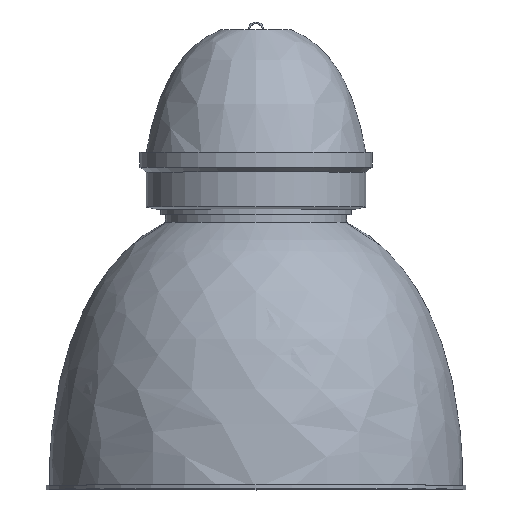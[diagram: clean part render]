
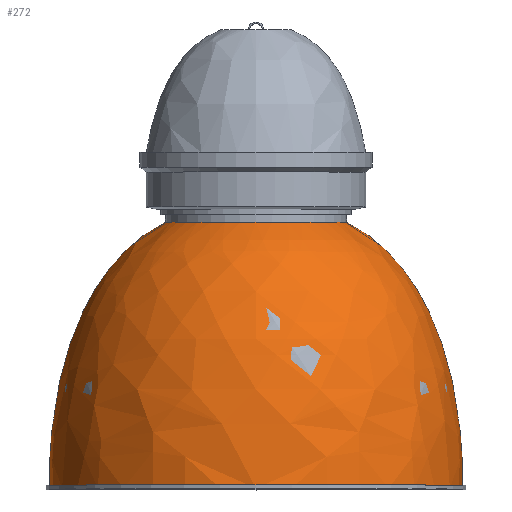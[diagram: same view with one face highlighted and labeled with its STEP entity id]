
A CAD part, top view. The second image highlights one B-rep face of the part: STEP entity #272.
In plain terms, the highlighted free-form (B-spline) face has degree [3, 3] with [4, 4] control points.
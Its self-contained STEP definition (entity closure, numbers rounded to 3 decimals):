
#6 = ORIENTED_EDGE ( 'NONE', *, *, #313, .F. ) ;
#16 = CARTESIAN_POINT ( 'NONE',  ( 236.226, 103.271, 472.452 ) ) ;
#24 = CARTESIAN_POINT ( 'NONE',  ( -233.5, 1., 0. ) ) ;
#89 = VERTEX_POINT ( 'NONE', #776 ) ;
#93 = ORIENTED_EDGE ( 'NONE', *, *, #146, .F. ) ;
#105 = CARTESIAN_POINT ( 'NONE',  ( -233.5, 1., 0. ) ) ;
#142 = EDGE_LOOP ( 'NONE', ( #6, #93, #662, #470 ) ) ;
#146 = EDGE_CURVE ( 'NONE', #89, #248, #808, .T. ) ;
#176 = VERTEX_POINT ( 'NONE', #1169 ) ;
#191 = CARTESIAN_POINT ( 'NONE',  ( -102.537, 302.487, 205.074 ) ) ;
#192 = CARTESIAN_POINT ( 'NONE',  ( 207.38, 250.348, 0. ) ) ;
#194 = CARTESIAN_POINT ( 'NONE',  ( 233.5, 1., 467. ) ) ;
#244 = CARTESIAN_POINT ( 'NONE',  ( 0., 302.487, 0. ) ) ;
#248 = VERTEX_POINT ( 'NONE', #635 ) ;
#272 = ADVANCED_FACE ( 'NONE', ( #658 ), #1031, .T. ) ;
#276 = CARTESIAN_POINT ( 'NONE',  ( 102.537, 302.487, 0. ) ) ;
#298 = B_SPLINE_CURVE_WITH_KNOTS ( 'NONE', 3,
 ( #617, #1110, #558, #24 ),
 .UNSPECIFIED., .F., .F.,
 ( 4, 4 ),
 ( 0., 1. ),
 .UNSPECIFIED. ) ;
#313 = EDGE_CURVE ( 'NONE', #248, #563, #815, .T. ) ;
#366 = CARTESIAN_POINT ( 'NONE',  ( -207.38, 250.348, 414.759 ) ) ;
#368 = CARTESIAN_POINT ( 'NONE',  ( 236.226, 103.271, 0. ) ) ;
#453 = CIRCLE ( 'NONE', #833, 233.5 ) ;
#464 = CARTESIAN_POINT ( 'NONE',  ( 207.38, 250.348, 0. ) ) ;
#470 = ORIENTED_EDGE ( 'NONE', *, *, #498, .T. ) ;
#489 = AXIS2_PLACEMENT_3D ( 'NONE', #244, #566, #1115 ) ;
#498 = EDGE_CURVE ( 'NONE', #176, #563, #453, .T. ) ;
#523 = CARTESIAN_POINT ( 'NONE',  ( 0., 1., 0. ) ) ;
#548 = CARTESIAN_POINT ( 'NONE',  ( -236.226, 103.271, 472.452 ) ) ;
#558 = CARTESIAN_POINT ( 'NONE',  ( -236.226, 103.271, 0. ) ) ;
#563 = VERTEX_POINT ( 'NONE', #885 ) ;
#566 = DIRECTION ( 'NONE',  ( 0., 1., 0. ) ) ;
#617 = CARTESIAN_POINT ( 'NONE',  ( -102.537, 302.487, 0. ) ) ;
#618 = DIRECTION ( 'NONE',  ( -1., 0., 0. ) ) ;
#635 = CARTESIAN_POINT ( 'NONE',  ( 102.537, 302.487, 0. ) ) ;
#644 = CARTESIAN_POINT ( 'NONE',  ( 236.226, 103.271, 0. ) ) ;
#658 = FACE_OUTER_BOUND ( 'NONE', #142, .T. ) ;
#662 = ORIENTED_EDGE ( 'NONE', *, *, #809, .T. ) ;
#731 = CARTESIAN_POINT ( 'NONE',  ( -102.537, 302.487, 0. ) ) ;
#738 = CARTESIAN_POINT ( 'NONE',  ( -233.5, 1., 467. ) ) ;
#776 = CARTESIAN_POINT ( 'NONE',  ( -102.537, 302.487, 0. ) ) ;
#808 = CIRCLE ( 'NONE', #489, 102.537 ) ;
#809 = EDGE_CURVE ( 'NONE', #89, #176, #298, .T. ) ;
#815 = B_SPLINE_CURVE_WITH_KNOTS ( 'NONE', 3,
 ( #912, #192, #368, #1016 ),
 .UNSPECIFIED., .F., .F.,
 ( 4, 4 ),
 ( 0., 1. ),
 .UNSPECIFIED. ) ;
#824 = CARTESIAN_POINT ( 'NONE',  ( 102.537, 302.487, 205.074 ) ) ;
#828 = CARTESIAN_POINT ( 'NONE',  ( 233.5, 1., 0. ) ) ;
#833 = AXIS2_PLACEMENT_3D ( 'NONE', #523, #1171, #618 ) ;
#885 = CARTESIAN_POINT ( 'NONE',  ( 233.5, 1., 0. ) ) ;
#912 = CARTESIAN_POINT ( 'NONE',  ( 102.537, 302.487, 0. ) ) ;
#914 = CARTESIAN_POINT ( 'NONE',  ( -207.38, 250.348, 0. ) ) ;
#1015 = CARTESIAN_POINT ( 'NONE',  ( 207.38, 250.348, 414.759 ) ) ;
#1016 = CARTESIAN_POINT ( 'NONE',  ( 233.5, 1., 0. ) ) ;
#1031 =( BOUNDED_SURFACE ( )  B_SPLINE_SURFACE ( 3, 3, ( 
 ( #731, #191, #824, #276 ),
 ( #914, #366, #1015, #464 ),
 ( #1099, #548, #16, #644 ),
 ( #105, #738, #194, #828 ) ),
 .UNSPECIFIED., .F., .F., .T. ) 
 B_SPLINE_SURFACE_WITH_KNOTS ( ( 4, 4 ),
 ( 4, 4 ),
 ( 0., 1. ),
 ( 0., 1. ),
 .UNSPECIFIED. ) 
 GEOMETRIC_REPRESENTATION_ITEM ( )  RATIONAL_B_SPLINE_SURFACE ( (
 ( 1., 0.333, 0.333, 1.),
 ( 1., 0.333, 0.333, 1.),
 ( 1., 0.333, 0.333, 1.),
 ( 1., 0.333, 0.333, 1.) ) ) 
 REPRESENTATION_ITEM ( '' )  SURFACE ( )  );
#1099 = CARTESIAN_POINT ( 'NONE',  ( -236.226, 103.271, 0. ) ) ;
#1110 = CARTESIAN_POINT ( 'NONE',  ( -207.38, 250.348, 0. ) ) ;
#1115 = DIRECTION ( 'NONE',  ( -1., 0., 0. ) ) ;
#1169 = CARTESIAN_POINT ( 'NONE',  ( -233.5, 1., 0. ) ) ;
#1171 = DIRECTION ( 'NONE',  ( 0., 1., 0. ) ) ;
